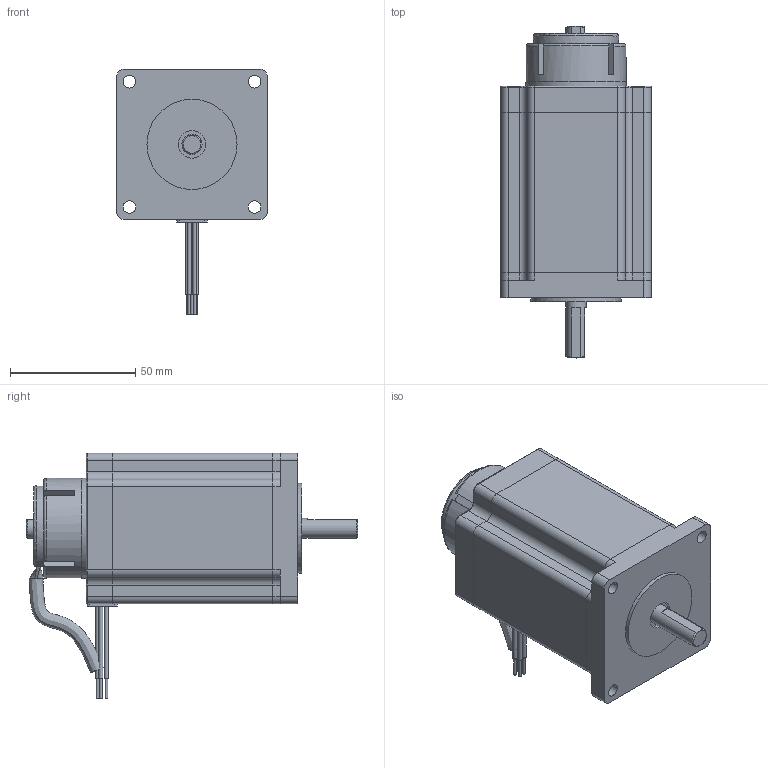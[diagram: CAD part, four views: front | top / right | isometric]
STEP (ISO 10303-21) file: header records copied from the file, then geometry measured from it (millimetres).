
FILE_DESCRIPTION( ( '' ), '1' );
FILE_NAME( 'MS569D-AO5.stp', '2015-12-17T01:50:59', ( 'Dimamotor' ), ( 'Dimamotor' ), 'PSStep 17.0.49', ' ', ' ' );
FILE_SCHEMA( ( 'AUTOMOTIVE_DESIGN { 1 0 10303 214 1 1 1 1 }' ) );
Length unit declared in the file: millimetre
Products named in the file (5): Assem1; MS56-上蓋; MS56-雙軸下蓋; MS569D-定子; AO5-編碼器
Assembly tree (4 placements, depth 2):
  Assem1
    MS56-上蓋
    MS56-雙軸下蓋
    MS569D-定子
    AO5-編碼器
Bounding box: 60 x 132.5 x 98 mm (x, y, z)
Volume: 292038.4 mm3; surface area: 50391.3 mm2
Topology: 4 solids, 4 shells, 223 faces, 547 edges, 352 vertices
Faces by surface type: plane 114, cylinder 83, torus 17, bspline 5, cone 4
Full cylindrical faces by diameter (mm): 1 x5, 1.6 x5, 5 x4, 6 x1, 8 x2, 10 x3, 10.5 x1, 11 x1, 12 x1, 36 x1, 40 x2
Entity records: 8946 total; most frequent: CARTESIAN_POINT 1826, DIRECTION 1139, ORIENTED_EDGE 1026, EDGE_CURVE 513, AXIS2_PLACEMENT_3D 430, VERTEX_POINT 345, EDGE_LOOP 282, LINE 279
